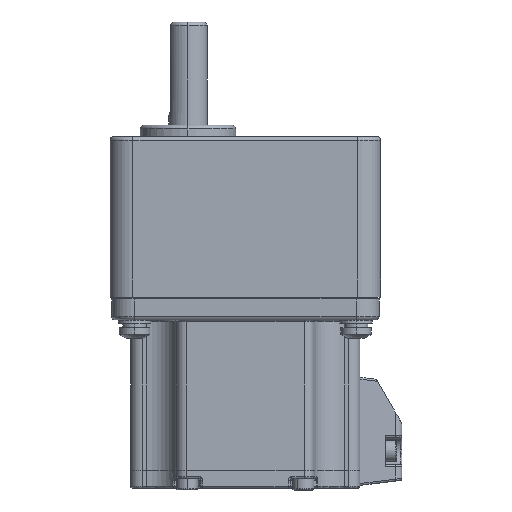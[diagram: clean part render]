
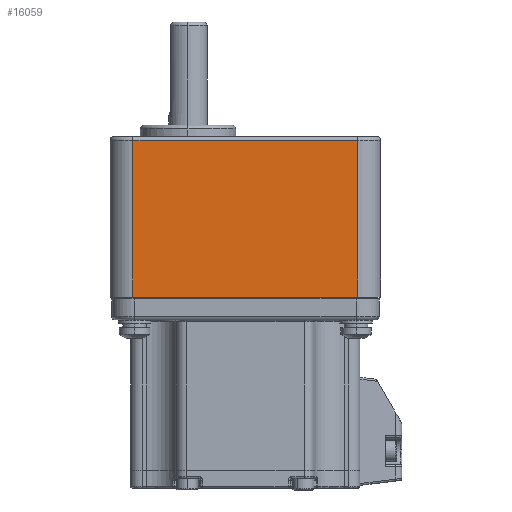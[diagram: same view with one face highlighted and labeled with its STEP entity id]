
A CAD part, left-side view. The second image highlights one B-rep face of the part: STEP entity #16059.
In plain terms, the highlighted planar face has unit normal (-1, 0, 0).
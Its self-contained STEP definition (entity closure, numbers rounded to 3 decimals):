
#180 = EDGE_CURVE ( 'NONE', #10156, #3103, #2834, .T. ) ;
#652 = CARTESIAN_POINT ( 'NONE',  ( -35.4, 0., 41. ) ) ;
#1066 = VECTOR ( 'NONE', #16614, 1000. ) ;
#2597 = VECTOR ( 'NONE', #7509, 1000. ) ;
#2834 = LINE ( 'NONE', #9728, #1066 ) ;
#3103 = VERTEX_POINT ( 'NONE', #3650 ) ;
#3191 = EDGE_CURVE ( 'NONE', #10156, #8020, #22118, .T. ) ;
#3650 = CARTESIAN_POINT ( 'NONE',  ( -35.4, 29.4, 41. ) ) ;
#4513 = DIRECTION ( 'NONE',  ( 1., 0., 0. ) ) ;
#5152 = CARTESIAN_POINT ( 'NONE',  ( -35.4, -29.4, 41.82 ) ) ;
#5323 = EDGE_CURVE ( 'NONE', #3103, #5616, #16101, .T. ) ;
#5616 = VERTEX_POINT ( 'NONE', #13718 ) ;
#6210 = FACE_OUTER_BOUND ( 'NONE', #17267, .T. ) ;
#6623 = CARTESIAN_POINT ( 'NONE',  ( -35.4, 0., 0. ) ) ;
#7509 = DIRECTION ( 'NONE',  ( 0., -1., 0. ) ) ;
#7588 = ORIENTED_EDGE ( 'NONE', *, *, #3191, .T. ) ;
#8020 = VERTEX_POINT ( 'NONE', #18516 ) ;
#9728 = CARTESIAN_POINT ( 'NONE',  ( -35.4, 29.4, 20.5 ) ) ;
#10156 = VERTEX_POINT ( 'NONE', #21431 ) ;
#10546 = ORIENTED_EDGE ( 'NONE', *, *, #5323, .F. ) ;
#11413 = DIRECTION ( 'NONE',  ( 0., 0., -1. ) ) ;
#12066 = DIRECTION ( 'NONE',  ( 0., 0., -1. ) ) ;
#13116 = PLANE ( 'NONE',  #18792 ) ;
#13535 = DIRECTION ( 'NONE',  ( 0., -1., 0. ) ) ;
#13718 = CARTESIAN_POINT ( 'NONE',  ( -35.4, -29.4, 41. ) ) ;
#15355 = EDGE_CURVE ( 'NONE', #5616, #8020, #20641, .T. ) ;
#15766 = ORIENTED_EDGE ( 'NONE', *, *, #180, .F. ) ;
#16059 = ADVANCED_FACE ( 'NONE', ( #6210 ), #13116, .F. ) ;
#16101 = LINE ( 'NONE', #652, #2597 ) ;
#16614 = DIRECTION ( 'NONE',  ( 0., 0., 1. ) ) ;
#17267 = EDGE_LOOP ( 'NONE', ( #20920, #10546, #15766, #7588 ) ) ;
#18516 = CARTESIAN_POINT ( 'NONE',  ( -35.4, -29.4, 0. ) ) ;
#18792 = AXIS2_PLACEMENT_3D ( 'NONE', #19998, #4513, #11413 ) ;
#19134 = VECTOR ( 'NONE', #12066, 1000. ) ;
#19998 = CARTESIAN_POINT ( 'NONE',  ( -35.4, 0., 20.5 ) ) ;
#20641 = LINE ( 'NONE', #5152, #19134 ) ;
#20920 = ORIENTED_EDGE ( 'NONE', *, *, #15355, .F. ) ;
#21411 = VECTOR ( 'NONE', #13535, 1000. ) ;
#21431 = CARTESIAN_POINT ( 'NONE',  ( -35.4, 29.4, 0. ) ) ;
#22118 = LINE ( 'NONE', #6623, #21411 ) ;
